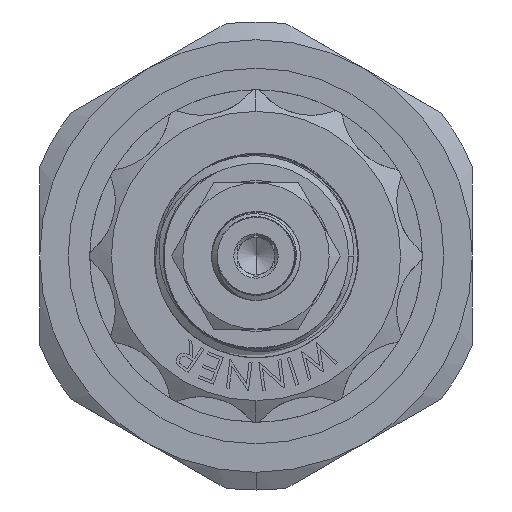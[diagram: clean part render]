
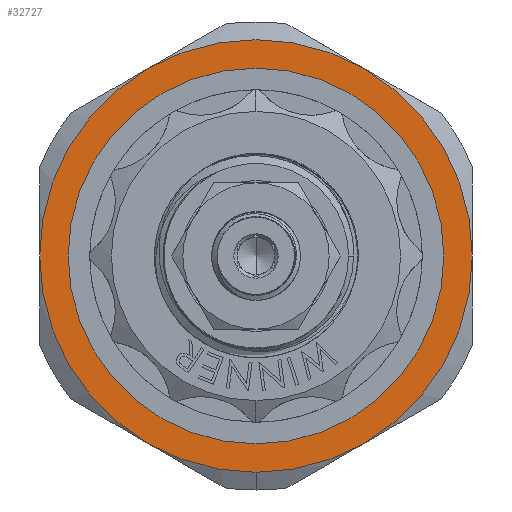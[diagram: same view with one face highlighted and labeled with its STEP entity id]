
A CAD part, left-side view. The second image highlights one B-rep face of the part: STEP entity #32727.
In plain terms, the highlighted planar face has unit normal (-1, 0, 0).
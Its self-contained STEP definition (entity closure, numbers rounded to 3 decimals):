
#1332 = DIRECTION ( 'NONE',  ( 0., 0., 1. ) ) ;
#2011 = CIRCLE ( 'NONE', #51775, 19. ) ;
#2284 = CARTESIAN_POINT ( 'NONE',  ( -53., 9.5, 16.454 ) ) ;
#2613 = CARTESIAN_POINT ( 'NONE',  ( -53., -9.5, 16.454 ) ) ;
#2730 = CIRCLE ( 'NONE', #68570, 19. ) ;
#2865 = FACE_OUTER_BOUND ( 'NONE', #37372, .T. ) ;
#2873 = CIRCLE ( 'NONE', #24992, 19. ) ;
#4961 = CARTESIAN_POINT ( 'NONE',  ( -53., -19., 0. ) ) ;
#6348 = DIRECTION ( 'NONE',  ( -1., 0., 0. ) ) ;
#9859 = CIRCLE ( 'NONE', #25597, 16.5 ) ;
#12546 = DIRECTION ( 'NONE',  ( -1., 0., 0. ) ) ;
#12773 = ORIENTED_EDGE ( 'NONE', *, *, #17534, .T. ) ;
#12798 = CARTESIAN_POINT ( 'NONE',  ( -53., 0., 0. ) ) ;
#13543 = DIRECTION ( 'NONE',  ( 0., 0., 1. ) ) ;
#13802 = EDGE_CURVE ( 'NONE', #53632, #53342, #2011, .T. ) ;
#14050 = EDGE_CURVE ( 'NONE', #59097, #53118, #2873, .T. ) ;
#14611 = EDGE_CURVE ( 'NONE', #73927, #42226, #56414, .T. ) ;
#14618 = DIRECTION ( 'NONE',  ( -1., 0., 0. ) ) ;
#15647 = AXIS2_PLACEMENT_3D ( 'NONE', #66595, #55835, #72325 ) ;
#17033 = CARTESIAN_POINT ( 'NONE',  ( -53., 9.5, -16.454 ) ) ;
#17534 = EDGE_CURVE ( 'NONE', #72293, #52882, #42152, .T. ) ;
#18130 = DIRECTION ( 'NONE',  ( -1., 0., 0. ) ) ;
#18531 = DIRECTION ( 'NONE',  ( -1., 0., 0. ) ) ;
#19406 = CIRCLE ( 'NONE', #69778, 19. ) ;
#19598 = DIRECTION ( 'NONE',  ( 0., 0., 1. ) ) ;
#20173 = EDGE_CURVE ( 'NONE', #53342, #59097, #2730, .T. ) ;
#20771 = CARTESIAN_POINT ( 'NONE',  ( -53., 0., 0. ) ) ;
#24389 = DIRECTION ( 'NONE',  ( -1., 0., 0. ) ) ;
#24992 = AXIS2_PLACEMENT_3D ( 'NONE', #46880, #24389, #69803 ) ;
#25543 = ORIENTED_EDGE ( 'NONE', *, *, #14050, .T. ) ;
#25597 = AXIS2_PLACEMENT_3D ( 'NONE', #30025, #35521, #13543 ) ;
#26709 = CIRCLE ( 'NONE', #27877, 19. ) ;
#27667 = ORIENTED_EDGE ( 'NONE', *, *, #42104, .T. ) ;
#27877 = AXIS2_PLACEMENT_3D ( 'NONE', #57502, #18531, #41541 ) ;
#28359 = AXIS2_PLACEMENT_3D ( 'NONE', #20771, #66454, #44490 ) ;
#28789 = CARTESIAN_POINT ( 'NONE',  ( -53., -9.5, -16.454 ) ) ;
#29686 = AXIS2_PLACEMENT_3D ( 'NONE', #34073, #6348, #19598 ) ;
#30025 = CARTESIAN_POINT ( 'NONE',  ( -53., 0., 0. ) ) ;
#30043 = CARTESIAN_POINT ( 'NONE',  ( -53., 0., 16.5 ) ) ;
#32427 = CARTESIAN_POINT ( 'NONE',  ( -53., 0., -16.5 ) ) ;
#32648 = AXIS2_PLACEMENT_3D ( 'NONE', #72005, #14618, #49081 ) ;
#32727 = ADVANCED_FACE ( 'NONE', ( #2865, #33220 ), #33815, .T. ) ;
#33158 = VERTEX_POINT ( 'NONE', #4961 ) ;
#33220 = FACE_BOUND ( 'NONE', #34342, .T. ) ;
#33815 = PLANE ( 'NONE',  #29686 ) ;
#34073 = CARTESIAN_POINT ( 'NONE',  ( -53., 0., 21.939 ) ) ;
#34342 = EDGE_LOOP ( 'NONE', ( #64325, #66306 ) ) ;
#34629 = ORIENTED_EDGE ( 'NONE', *, *, #73624, .T. ) ;
#35521 = DIRECTION ( 'NONE',  ( -1., 0., 0. ) ) ;
#37268 = EDGE_CURVE ( 'NONE', #42226, #73927, #9859, .T. ) ;
#37372 = EDGE_LOOP ( 'NONE', ( #34629, #12773, #70799, #71503, #65342, #25543, #27667 ) ) ;
#41541 = DIRECTION ( 'NONE',  ( 0., 0., 1. ) ) ;
#42104 = EDGE_CURVE ( 'NONE', #53118, #33158, #58862, .T. ) ;
#42152 = CIRCLE ( 'NONE', #28359, 19. ) ;
#42226 = VERTEX_POINT ( 'NONE', #32427 ) ;
#44490 = DIRECTION ( 'NONE',  ( 0., 0., 1. ) ) ;
#46880 = CARTESIAN_POINT ( 'NONE',  ( -53., 0., 0. ) ) ;
#47523 = CARTESIAN_POINT ( 'NONE',  ( -53., 19., 0. ) ) ;
#47942 = EDGE_CURVE ( 'NONE', #52882, #53632, #19406, .T. ) ;
#49081 = DIRECTION ( 'NONE',  ( 0., 0., 1. ) ) ;
#51775 = AXIS2_PLACEMENT_3D ( 'NONE', #58809, #18130, #69303 ) ;
#52052 = CARTESIAN_POINT ( 'NONE',  ( -53., 0., 0. ) ) ;
#52882 = VERTEX_POINT ( 'NONE', #2284 ) ;
#53118 = VERTEX_POINT ( 'NONE', #28789 ) ;
#53342 = VERTEX_POINT ( 'NONE', #17033 ) ;
#53632 = VERTEX_POINT ( 'NONE', #47523 ) ;
#55835 = DIRECTION ( 'NONE',  ( -1., 0., 0. ) ) ;
#56414 = CIRCLE ( 'NONE', #32648, 16.5 ) ;
#57502 = CARTESIAN_POINT ( 'NONE',  ( -53., 0., 0. ) ) ;
#58470 = DIRECTION ( 'NONE',  ( 0., 0., 1. ) ) ;
#58809 = CARTESIAN_POINT ( 'NONE',  ( -53., 0., 0. ) ) ;
#58862 = CIRCLE ( 'NONE', #15647, 19. ) ;
#59097 = VERTEX_POINT ( 'NONE', #72887 ) ;
#64325 = ORIENTED_EDGE ( 'NONE', *, *, #37268, .F. ) ;
#65342 = ORIENTED_EDGE ( 'NONE', *, *, #20173, .T. ) ;
#66306 = ORIENTED_EDGE ( 'NONE', *, *, #14611, .F. ) ;
#66454 = DIRECTION ( 'NONE',  ( -1., 0., 0. ) ) ;
#66595 = CARTESIAN_POINT ( 'NONE',  ( -53., 0., 0. ) ) ;
#68570 = AXIS2_PLACEMENT_3D ( 'NONE', #12798, #12546, #58470 ) ;
#69303 = DIRECTION ( 'NONE',  ( 0., 0., 1. ) ) ;
#69727 = DIRECTION ( 'NONE',  ( -1., 0., 0. ) ) ;
#69778 = AXIS2_PLACEMENT_3D ( 'NONE', #52052, #69727, #1332 ) ;
#69803 = DIRECTION ( 'NONE',  ( 0., 0., 1. ) ) ;
#70799 = ORIENTED_EDGE ( 'NONE', *, *, #47942, .T. ) ;
#71503 = ORIENTED_EDGE ( 'NONE', *, *, #13802, .T. ) ;
#72005 = CARTESIAN_POINT ( 'NONE',  ( -53., 0., 0. ) ) ;
#72293 = VERTEX_POINT ( 'NONE', #2613 ) ;
#72325 = DIRECTION ( 'NONE',  ( 0., 0., 1. ) ) ;
#72887 = CARTESIAN_POINT ( 'NONE',  ( -53., 0., -19. ) ) ;
#73624 = EDGE_CURVE ( 'NONE', #33158, #72293, #26709, .T. ) ;
#73927 = VERTEX_POINT ( 'NONE', #30043 ) ;
